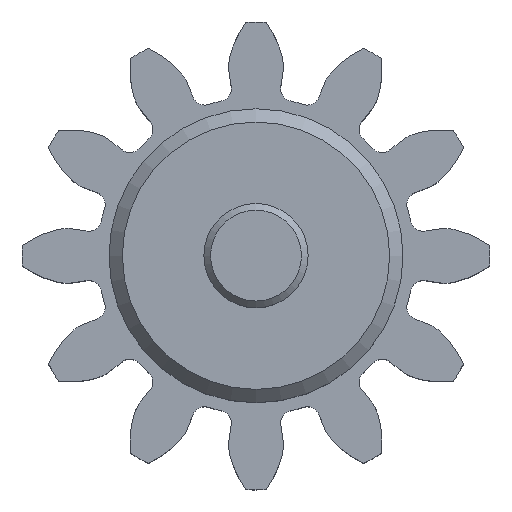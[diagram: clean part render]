
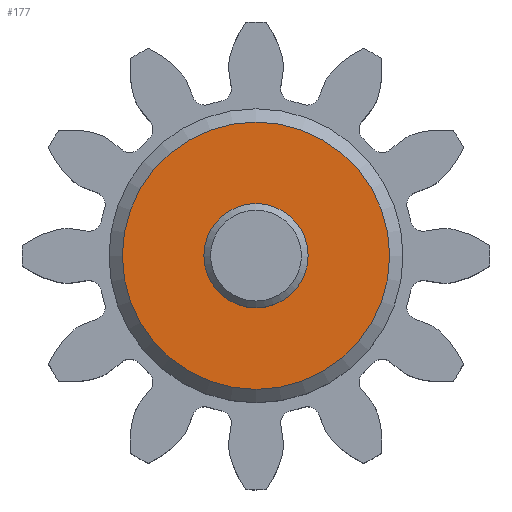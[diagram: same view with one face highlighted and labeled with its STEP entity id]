
A CAD part, top view. The second image highlights one B-rep face of the part: STEP entity #177.
In plain terms, the highlighted planar face has unit normal (0, 0, 1).
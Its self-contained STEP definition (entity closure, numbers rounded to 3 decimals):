
#35 = VERTEX_POINT('',#36);
#36 = CARTESIAN_POINT('',(3.9,0.,39.5));
#43 = CYLINDRICAL_SURFACE('',#44,3.9);
#44 = AXIS2_PLACEMENT_3D('',#45,#46,#47);
#45 = CARTESIAN_POINT('',(0.,0.,44.));
#46 = DIRECTION('',(0.,0.,1.));
#47 = DIRECTION('',(1.,0.,0.));
#90 = EDGE_CURVE('',#35,#35,#91,.T.);
#91 = SURFACE_CURVE('',#92,(#97,#104),.PCURVE_S1.);
#92 = CIRCLE('',#93,3.9);
#93 = AXIS2_PLACEMENT_3D('',#94,#95,#96);
#94 = CARTESIAN_POINT('',(0.,0.,39.5));
#95 = DIRECTION('',(0.,0.,1.));
#96 = DIRECTION('',(1.,0.,0.));
#97 = PCURVE('',#43,#98);
#98 = DEFINITIONAL_REPRESENTATION('',(#99),#103);
#99 = LINE('',#100,#101);
#100 = CARTESIAN_POINT('',(0.,-4.5));
#101 = VECTOR('',#102,1.);
#102 = DIRECTION('',(1.,0.));
#103 = ( GEOMETRIC_REPRESENTATION_CONTEXT(2) 
PARAMETRIC_REPRESENTATION_CONTEXT() REPRESENTATION_CONTEXT('2D SPACE',''
  ) );
#104 = PCURVE('',#105,#110);
#105 = PLANE('',#106);
#106 = AXIS2_PLACEMENT_3D('',#107,#108,#109);
#107 = CARTESIAN_POINT('',(16.041,0.,39.5));
#108 = DIRECTION('',(0.,0.,-1.));
#109 = DIRECTION('',(-1.,0.,0.));
#110 = DEFINITIONAL_REPRESENTATION('',(#111),#119);
#111 = ( BOUNDED_CURVE() B_SPLINE_CURVE(2,(#112,#113,#114,#115,#116,#117
,#118),.UNSPECIFIED.,.F.,.F.) B_SPLINE_CURVE_WITH_KNOTS((1,2,2,2,2,1),(
    -2.094,0.,2.094,4.189,6.283,
8.378),.UNSPECIFIED.) CURVE() GEOMETRIC_REPRESENTATION_ITEM() 
RATIONAL_B_SPLINE_CURVE((1.,0.5,1.,0.5,1.,0.5,1.)) REPRESENTATION_ITEM(
  '') );
#112 = CARTESIAN_POINT('',(12.141,0.));
#113 = CARTESIAN_POINT('',(12.141,6.755));
#114 = CARTESIAN_POINT('',(17.991,3.377));
#115 = CARTESIAN_POINT('',(23.841,0.));
#116 = CARTESIAN_POINT('',(17.991,-3.377));
#117 = CARTESIAN_POINT('',(12.141,-6.755));
#118 = CARTESIAN_POINT('',(12.141,0.));
#119 = ( GEOMETRIC_REPRESENTATION_CONTEXT(2) 
PARAMETRIC_REPRESENTATION_CONTEXT() REPRESENTATION_CONTEXT('2D SPACE',''
  ) );
#177 = ADVANCED_FACE('',(#178,#213),#105,.F.);
#178 = FACE_BOUND('',#179,.F.);
#179 = EDGE_LOOP('',(#180));
#180 = ORIENTED_EDGE('',*,*,#181,.F.);
#181 = EDGE_CURVE('',#182,#182,#184,.T.);
#182 = VERTEX_POINT('',#183);
#183 = CARTESIAN_POINT('',(10.,0.,39.5));
#184 = SURFACE_CURVE('',#185,(#190,#201),.PCURVE_S1.);
#185 = CIRCLE('',#186,10.);
#186 = AXIS2_PLACEMENT_3D('',#187,#188,#189);
#187 = CARTESIAN_POINT('',(0.,0.,39.5));
#188 = DIRECTION('',(0.,0.,1.));
#189 = DIRECTION('',(1.,0.,0.));
#190 = PCURVE('',#105,#191);
#191 = DEFINITIONAL_REPRESENTATION('',(#192),#200);
#192 = ( BOUNDED_CURVE() B_SPLINE_CURVE(2,(#193,#194,#195,#196,#197,#198
,#199),.UNSPECIFIED.,.F.,.F.) B_SPLINE_CURVE_WITH_KNOTS((1,2,2,2,2,1),(
    -2.094,0.,2.094,4.189,6.283,
8.378),.UNSPECIFIED.) CURVE() GEOMETRIC_REPRESENTATION_ITEM() 
RATIONAL_B_SPLINE_CURVE((1.,0.5,1.,0.5,1.,0.5,1.)) REPRESENTATION_ITEM(
  '') );
#193 = CARTESIAN_POINT('',(6.041,0.));
#194 = CARTESIAN_POINT('',(6.041,17.321));
#195 = CARTESIAN_POINT('',(21.041,8.66));
#196 = CARTESIAN_POINT('',(36.041,0.));
#197 = CARTESIAN_POINT('',(21.041,-8.66));
#198 = CARTESIAN_POINT('',(6.041,-17.321));
#199 = CARTESIAN_POINT('',(6.041,0.));
#200 = ( GEOMETRIC_REPRESENTATION_CONTEXT(2) 
PARAMETRIC_REPRESENTATION_CONTEXT() REPRESENTATION_CONTEXT('2D SPACE',''
  ) );
#201 = PCURVE('',#202,#207);
#202 = CONICAL_SURFACE('',#203,11.,0.785);
#203 = AXIS2_PLACEMENT_3D('',#204,#205,#206);
#204 = CARTESIAN_POINT('',(0.,0.,38.5));
#205 = DIRECTION('',(0.,0.,-1.));
#206 = DIRECTION('',(1.,0.,0.));
#207 = DEFINITIONAL_REPRESENTATION('',(#208),#212);
#208 = LINE('',#209,#210);
#209 = CARTESIAN_POINT('',(0.,-1.));
#210 = VECTOR('',#211,1.);
#211 = DIRECTION('',(-1.,0.));
#212 = ( GEOMETRIC_REPRESENTATION_CONTEXT(2) 
PARAMETRIC_REPRESENTATION_CONTEXT() REPRESENTATION_CONTEXT('2D SPACE',''
  ) );
#213 = FACE_BOUND('',#214,.F.);
#214 = EDGE_LOOP('',(#215));
#215 = ORIENTED_EDGE('',*,*,#90,.T.);
